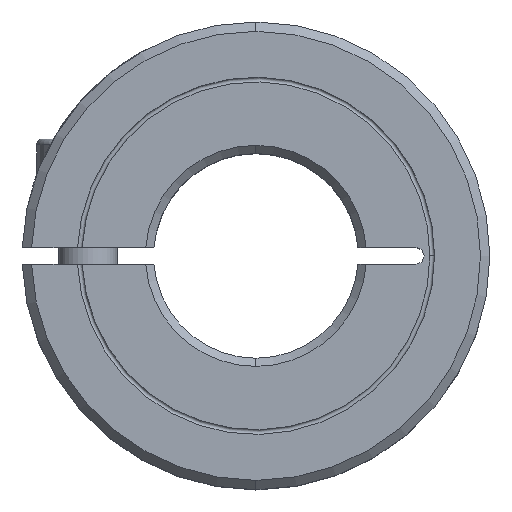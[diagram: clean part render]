
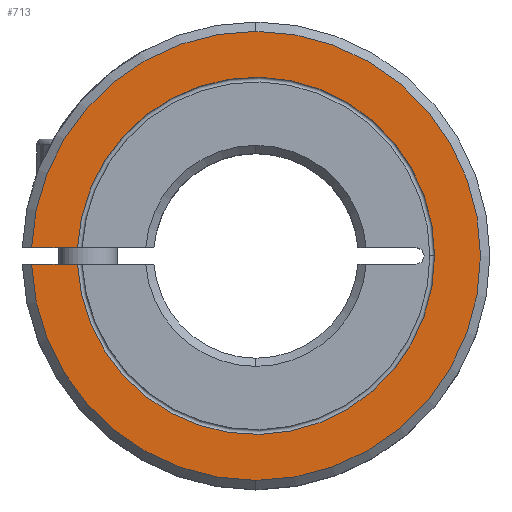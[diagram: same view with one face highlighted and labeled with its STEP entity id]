
A CAD part, top view. The second image highlights one B-rep face of the part: STEP entity #713.
In plain terms, the highlighted planar face has unit normal (0, 0, 1).
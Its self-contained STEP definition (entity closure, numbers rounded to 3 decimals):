
#531=VERTEX_POINT('',#1278);
#563=EDGE_CURVE('',#625,#1079,#1312,.T.);
#619=VERTEX_POINT('',#1372);
#625=VERTEX_POINT('',#1379);
#681=EDGE_CURVE('',#1079,#531,#1443,.T.);
#713=ADVANCED_FACE('',(#1479),#1480,.T.);
#715=VERTEX_POINT('',#1482);
#763=EDGE_CURVE('',#1081,#715,#1536,.T.);
#783=VERTEX_POINT('',#1559);
#807=EDGE_CURVE('',#619,#531,#1587,.T.);
#825=EDGE_CURVE('',#1081,#625,#1609,.T.);
#841=EDGE_CURVE('',#783,#619,#1626,.T.);
#847=EDGE_CURVE('',#715,#783,#1632,.T.);
#1079=VERTEX_POINT('',#1887);
#1081=VERTEX_POINT('',#1889);
#1278=CARTESIAN_POINT('',(-15.35,-0.56,11.0));
#1312=CIRCLE('',#2239,15.36);
#1372=CARTESIAN_POINT('',(-12.207,-0.56,11.0));
#1379=CARTESIAN_POINT('',(0.,15.36,11.0));
#1443=CIRCLE('',#2476,15.36);
#1479=FACE_OUTER_BOUND('',#2519,.T.);
#1480=PLANE('',#2520);
#1482=CARTESIAN_POINT('',(-12.207,0.56,11.0));
#1536=LINE('',#2631,#2632);
#1559=CARTESIAN_POINT('',(12.22,0.,11.0));
#1587=LINE('',#2695,#2696);
#1609=CIRCLE('',#2724,15.36);
#1626=CIRCLE('',#2747,12.22);
#1632=CIRCLE('',#2756,12.22);
#1887=CARTESIAN_POINT('',(0.,-15.36,11.0));
#1889=CARTESIAN_POINT('',(-15.35,0.56,11.0));
#2239=AXIS2_PLACEMENT_3D('',#3459,#3460,#3461);
#2476=AXIS2_PLACEMENT_3D('',#3593,#3594,#3595);
#2519=EDGE_LOOP('',(#3637,#3638,#3639,#3640,#3641,#3642,#3643));
#2520=AXIS2_PLACEMENT_3D('',#3644,#3645,#3646);
#2631=CARTESIAN_POINT('',(-1.515,0.56,11.0));
#2632=VECTOR('',#3711,1.0);
#2695=CARTESIAN_POINT('',(-1.515,-0.56,11.0));
#2696=VECTOR('',#3785,1.0);
#2724=AXIS2_PLACEMENT_3D('',#3816,#3817,#3818);
#2747=AXIS2_PLACEMENT_3D('',#3832,#3833,#3834);
#2756=AXIS2_PLACEMENT_3D('',#3841,#3842,#3843);
#3459=CARTESIAN_POINT('',(0.,0.0,11.0));
#3460=DIRECTION('',(0.,0.0,-1.0));
#3461=DIRECTION('',(0.0,1.0,0.0));
#3593=CARTESIAN_POINT('',(0.,0.0,11.0));
#3594=DIRECTION('',(0.,0.0,-1.0));
#3595=DIRECTION('',(0.0,1.0,0.0));
#3637=ORIENTED_EDGE('',*,*,#807,.T.);
#3638=ORIENTED_EDGE('',*,*,#681,.F.);
#3639=ORIENTED_EDGE('',*,*,#563,.F.);
#3640=ORIENTED_EDGE('',*,*,#825,.F.);
#3641=ORIENTED_EDGE('',*,*,#763,.T.);
#3642=ORIENTED_EDGE('',*,*,#847,.T.);
#3643=ORIENTED_EDGE('',*,*,#841,.T.);
#3644=CARTESIAN_POINT('',(0.,11.46,11.0));
#3645=DIRECTION('',(0.,0.,1.0));
#3646=DIRECTION('',(0.,-1.0,0.));
#3711=DIRECTION('',(1.0,0.0,0.));
#3785=DIRECTION('',(-1.0,0.0,0.));
#3816=CARTESIAN_POINT('',(0.,0.0,11.0));
#3817=DIRECTION('',(0.,0.0,-1.0));
#3818=DIRECTION('',(0.0,1.0,0.0));
#3832=CARTESIAN_POINT('',(0.,0.,11.0));
#3833=DIRECTION('',(0.,0.,-1.0));
#3834=DIRECTION('',(1.0,0.,0.));
#3841=CARTESIAN_POINT('',(0.,0.,11.0));
#3842=DIRECTION('',(0.,0.,-1.0));
#3843=DIRECTION('',(1.0,0.,0.));
